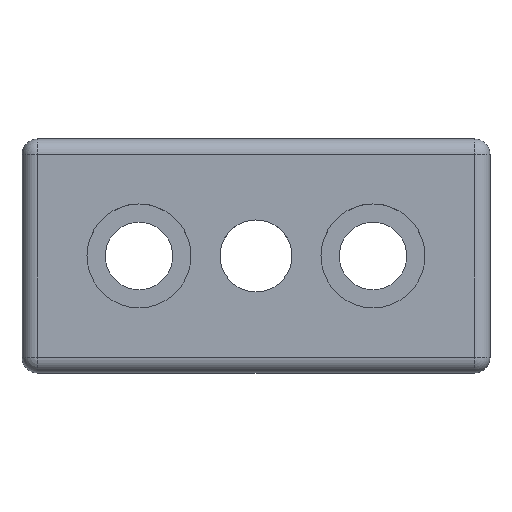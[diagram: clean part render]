
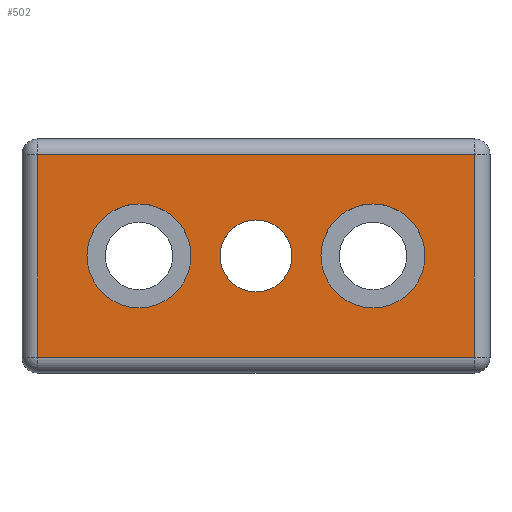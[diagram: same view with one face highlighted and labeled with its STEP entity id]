
A CAD part, top view. The second image highlights one B-rep face of the part: STEP entity #502.
In plain terms, the highlighted planar face has unit normal (0, 0, 1).
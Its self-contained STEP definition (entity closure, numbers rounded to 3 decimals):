
#75=CARTESIAN_POINT('',(3.,42.0,16.0));
#76=VERTEX_POINT('',#75);
#142=CARTESIAN_POINT('',(87.0,42.0,16.0));
#143=VERTEX_POINT('',#142);
#215=CARTESIAN_POINT('',(3.0,42.0,16.0));
#216=DIRECTION('',(1.0,0.0,0.0));
#217=VECTOR('',#216,84.0);
#218=LINE('',#215,#217);
#219=EDGE_CURVE('',#76,#143,#218,.T.);
#231=CARTESIAN_POINT('',(3.,3.,16.0));
#232=VERTEX_POINT('',#231);
#298=CARTESIAN_POINT('',(87.0,3.,16.0));
#299=VERTEX_POINT('',#298);
#371=CARTESIAN_POINT('',(87.0,42.0,16.0));
#372=DIRECTION('',(0.0,-1.0,0.0));
#373=VECTOR('',#372,39.0);
#374=LINE('',#371,#373);
#375=EDGE_CURVE('',#143,#299,#374,.T.);
#393=CARTESIAN_POINT('',(87.0,3.,16.0));
#394=DIRECTION('',(-1.0,0.0,0.0));
#395=VECTOR('',#394,84.0);
#396=LINE('',#393,#395);
#397=EDGE_CURVE('',#299,#232,#396,.T.);
#415=CARTESIAN_POINT('',(3.,3.0,16.0));
#416=DIRECTION('',(0.0,1.0,0.0));
#417=VECTOR('',#416,39.0);
#418=LINE('',#415,#417);
#419=EDGE_CURVE('',#232,#76,#418,.T.);
#458=CARTESIAN_POINT('',(45.0,22.5,16.0));
#459=DIRECTION('',(0.0,0.0,1.0));
#460=DIRECTION('',(1.0,0.0,0.0));
#461=AXIS2_PLACEMENT_3D('',#458,#459,#460);
#462=PLANE('',#461);
#463=ORIENTED_EDGE('',*,*,#219,.F.);
#464=ORIENTED_EDGE('',*,*,#419,.F.);
#465=ORIENTED_EDGE('',*,*,#397,.F.);
#466=ORIENTED_EDGE('',*,*,#375,.F.);
#467=EDGE_LOOP('',(#463,#464,#465,#466));
#468=FACE_OUTER_BOUND('',#467,.T.);
#469=CARTESIAN_POINT('',(77.5,22.5,16.0));
#470=VERTEX_POINT('',#469);
#471=CARTESIAN_POINT('',(67.5,22.5,16.0));
#472=DIRECTION('',(0.0,0.0,-1.0));
#473=DIRECTION('',(1.0,0.0,0.0));
#474=AXIS2_PLACEMENT_3D('',#471,#472,#473);
#475=CIRCLE('',#474,10.0);
#476=EDGE_CURVE('',#470,#470,#475,.T.);
#477=ORIENTED_EDGE('',*,*,#476,.T.);
#478=EDGE_LOOP('',(#477));
#479=FACE_BOUND('',#478,.T.);
#480=CARTESIAN_POINT('',(32.5,22.5,16.0));
#481=VERTEX_POINT('',#480);
#482=CARTESIAN_POINT('',(22.5,22.5,16.0));
#483=DIRECTION('',(0.0,0.0,-1.0));
#484=DIRECTION('',(1.0,0.0,0.0));
#485=AXIS2_PLACEMENT_3D('',#482,#483,#484);
#486=CIRCLE('',#485,10.0);
#487=EDGE_CURVE('',#481,#481,#486,.T.);
#488=ORIENTED_EDGE('',*,*,#487,.T.);
#489=EDGE_LOOP('',(#488));
#490=FACE_BOUND('',#489,.T.);
#491=CARTESIAN_POINT('',(51.917,22.5,16.0));
#492=VERTEX_POINT('',#491);
#493=CARTESIAN_POINT('',(45.0,22.5,16.0));
#494=DIRECTION('',(0.0,0.0,-1.0));
#495=DIRECTION('',(1.0,0.0,0.0));
#496=AXIS2_PLACEMENT_3D('',#493,#494,#495);
#497=CIRCLE('',#496,6.918);
#498=EDGE_CURVE('',#492,#492,#497,.T.);
#499=ORIENTED_EDGE('',*,*,#498,.T.);
#500=EDGE_LOOP('',(#499));
#501=FACE_BOUND('',#500,.T.);
#502=ADVANCED_FACE('',(#468,#479,#490,#501),#462,.T.);
